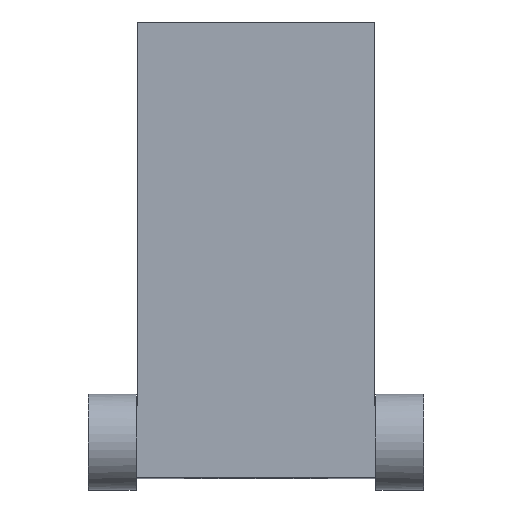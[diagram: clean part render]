
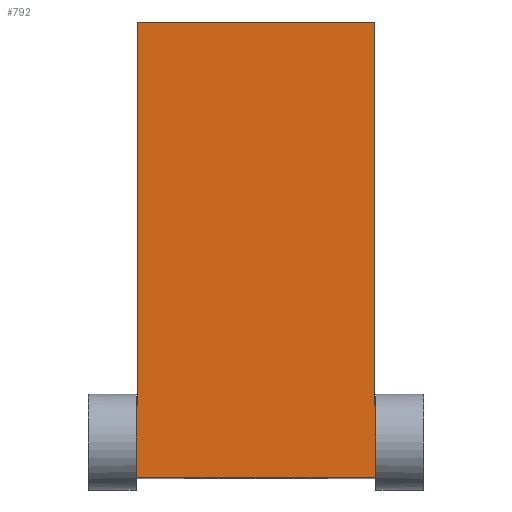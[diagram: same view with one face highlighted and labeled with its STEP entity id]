
A CAD part, top view. The second image highlights one B-rep face of the part: STEP entity #792.
In plain terms, the highlighted planar face has unit normal (0, 0, 1).
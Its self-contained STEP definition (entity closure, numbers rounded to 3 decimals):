
#57=CARTESIAN_POINT('Line Origine',(0.,87.5,60.)) ;
#61=CARTESIAN_POINT('Vertex',(-24.793,87.5,60.)) ;
#63=CARTESIAN_POINT('Vertex',(24.793,87.5,60.)) ;
#97=CARTESIAN_POINT('Line Origine',(24.793,47.5,60.)) ;
#101=CARTESIAN_POINT('Vertex',(24.793,7.5,60.)) ;
#139=CARTESIAN_POINT('Vertex',(-24.793,7.5,60.)) ;
#142=CARTESIAN_POINT('Line Origine',(-24.793,47.5,60.)) ;
#384=CARTESIAN_POINT('Vertex',(-25.,-7.5,60.)) ;
#387=CARTESIAN_POINT('Line Origine',(-25.,0.,60.)) ;
#391=CARTESIAN_POINT('Vertex',(-25.,7.5,60.)) ;
#458=CARTESIAN_POINT('Line Origine',(24.897,7.5,60.)) ;
#462=CARTESIAN_POINT('Vertex',(25.,7.5,60.)) ;
#496=CARTESIAN_POINT('Line Origine',(-24.897,7.5,60.)) ;
#568=CARTESIAN_POINT('Vertex',(25.,-7.5,60.)) ;
#571=CARTESIAN_POINT('Line Origine',(0.,-7.5,60.)) ;
#615=CARTESIAN_POINT('Line Origine',(25.,0.,60.)) ;
#777=CARTESIAN_POINT('Axis2P3D Location',(25.,0.,60.)) ;
#58=DIRECTION('Vector Direction',(-1.,0.,0.)) ;
#98=DIRECTION('Vector Direction',(0.,1.,0.)) ;
#143=DIRECTION('Vector Direction',(0.,1.,0.)) ;
#388=DIRECTION('Vector Direction',(0.,1.,0.)) ;
#459=DIRECTION('Vector Direction',(-1.,0.,0.)) ;
#497=DIRECTION('Vector Direction',(-1.,0.,0.)) ;
#572=DIRECTION('Vector Direction',(-1.,0.,0.)) ;
#616=DIRECTION('Vector Direction',(0.,1.,0.)) ;
#778=DIRECTION('Axis2P3D Direction',(0.,0.,-1.)) ;
#779=DIRECTION('Axis2P3D XDirection',(-1.,0.,0.)) ;
#780=AXIS2_PLACEMENT_3D('Plane Axis2P3D',#777,#778,#779) ;
#783=ORIENTED_EDGE('',*,*,#146,.F.) ;
#784=ORIENTED_EDGE('',*,*,#500,.F.) ;
#785=ORIENTED_EDGE('',*,*,#393,.F.) ;
#786=ORIENTED_EDGE('',*,*,#575,.T.) ;
#787=ORIENTED_EDGE('',*,*,#619,.T.) ;
#788=ORIENTED_EDGE('',*,*,#464,.F.) ;
#789=ORIENTED_EDGE('',*,*,#103,.T.) ;
#790=ORIENTED_EDGE('',*,*,#65,.F.) ;
#59=VECTOR('Line Direction',#58,1.) ;
#99=VECTOR('Line Direction',#98,1.) ;
#144=VECTOR('Line Direction',#143,1.) ;
#389=VECTOR('Line Direction',#388,1.) ;
#460=VECTOR('Line Direction',#459,1.) ;
#498=VECTOR('Line Direction',#497,1.) ;
#573=VECTOR('Line Direction',#572,1.) ;
#617=VECTOR('Line Direction',#616,1.) ;
#792=ADVANCED_FACE('PartBody',(#791),#781,.F.) ;
#65=EDGE_CURVE('',#62,#64,#60,.F.) ;
#103=EDGE_CURVE('',#102,#64,#100,.T.) ;
#146=EDGE_CURVE('',#140,#62,#145,.T.) ;
#393=EDGE_CURVE('',#385,#392,#390,.T.) ;
#464=EDGE_CURVE('',#102,#463,#461,.F.) ;
#500=EDGE_CURVE('',#392,#140,#499,.F.) ;
#575=EDGE_CURVE('',#385,#569,#574,.F.) ;
#619=EDGE_CURVE('',#569,#463,#618,.T.) ;
#782=EDGE_LOOP('',(#783,#784,#785,#786,#787,#788,#789,#790)) ;
#791=FACE_OUTER_BOUND('',#782,.T.) ;
#60=LINE('Line',#57,#59) ;
#100=LINE('Line',#97,#99) ;
#145=LINE('Line',#142,#144) ;
#390=LINE('Line',#387,#389) ;
#461=LINE('Line',#458,#460) ;
#499=LINE('Line',#496,#498) ;
#574=LINE('Line',#571,#573) ;
#618=LINE('Line',#615,#617) ;
#781=PLANE('Plane',#780) ;
#62=VERTEX_POINT('',#61) ;
#64=VERTEX_POINT('',#63) ;
#102=VERTEX_POINT('',#101) ;
#140=VERTEX_POINT('',#139) ;
#385=VERTEX_POINT('',#384) ;
#392=VERTEX_POINT('',#391) ;
#463=VERTEX_POINT('',#462) ;
#569=VERTEX_POINT('',#568) ;
